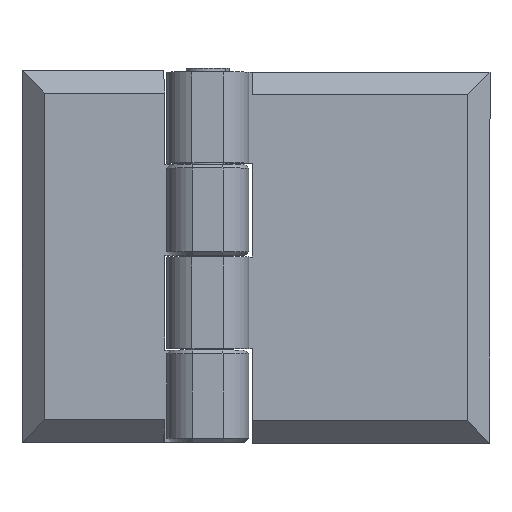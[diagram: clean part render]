
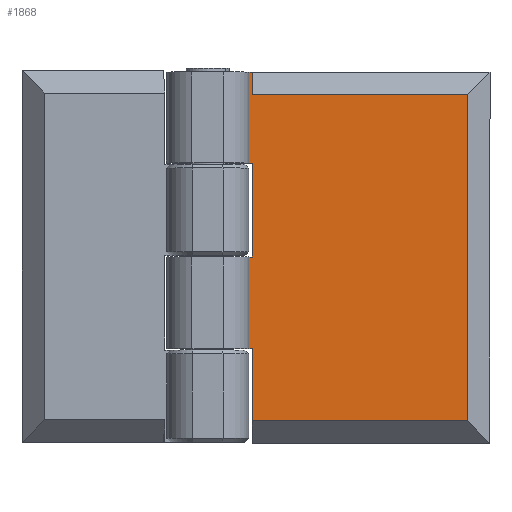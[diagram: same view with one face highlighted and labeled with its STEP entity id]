
A CAD part, top view. The second image highlights one B-rep face of the part: STEP entity #1868.
In plain terms, the highlighted planar face has unit normal (0, 0, 1).
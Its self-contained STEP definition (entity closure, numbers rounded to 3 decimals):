
#142 = ORIENTED_EDGE ( 'NONE', *, *, #6380, .T. ) ;
#556 = DIRECTION ( 'NONE',  ( 0., 1., 0. ) ) ;
#637 = ORIENTED_EDGE ( 'NONE', *, *, #3869, .F. ) ;
#806 = VERTEX_POINT ( 'NONE', #9797 ) ;
#937 = LINE ( 'NONE', #6480, #9935 ) ;
#1044 = DIRECTION ( 'NONE',  ( 1., 0., 0. ) ) ;
#1112 = VECTOR ( 'NONE', #2769, 1000. ) ;
#1300 = CARTESIAN_POINT ( 'NONE',  ( 165.35, -0.075, 6.05 ) ) ;
#1362 = LINE ( 'NONE', #4524, #11047 ) ;
#1458 = CARTESIAN_POINT ( 'NONE',  ( 165.8, -0.075, 6.05 ) ) ;
#1549 = CARTESIAN_POINT ( 'NONE',  ( 165.8, -0.075, 6.05 ) ) ;
#1707 = CARTESIAN_POINT ( 'NONE',  ( 165.8, 24.925, 6.05 ) ) ;
#1748 = CARTESIAN_POINT ( 'NONE',  ( 197.8, 21.784, 6.05 ) ) ;
#1764 = CARTESIAN_POINT ( 'NONE',  ( 194.8, 21.784, 6.05 ) ) ;
#1868 = ADVANCED_FACE ( 'NONE', ( #13738 ), #6154, .F. ) ;
#2029 = VERTEX_POINT ( 'NONE', #6497 ) ;
#2099 = VERTEX_POINT ( 'NONE', #1300 ) ;
#2298 = DIRECTION ( 'NONE',  ( 1., 0., 0. ) ) ;
#2392 = LINE ( 'NONE', #5686, #7437 ) ;
#2427 = VERTEX_POINT ( 'NONE', #6616 ) ;
#2686 = ORIENTED_EDGE ( 'NONE', *, *, #11013, .T. ) ;
#2769 = DIRECTION ( 'NONE',  ( 0., -1., 0. ) ) ;
#2912 = VERTEX_POINT ( 'NONE', #4046 ) ;
#2923 = LINE ( 'NONE', #13390, #6835 ) ;
#2946 = LINE ( 'NONE', #4000, #13066 ) ;
#2965 = ORIENTED_EDGE ( 'NONE', *, *, #5914, .T. ) ;
#3431 = VECTOR ( 'NONE', #11372, 1000. ) ;
#3721 = VECTOR ( 'NONE', #11473, 1000. ) ;
#3725 = EDGE_LOOP ( 'NONE', ( #10108, #5704, #13483, #9015, #5991, #2686, #4985, #637, #2965, #10061, #5482, #142 ) ) ;
#3869 = EDGE_CURVE ( 'NONE', #11243, #2099, #2392, .T. ) ;
#4000 = CARTESIAN_POINT ( 'NONE',  ( 165.8, 12.575, 6.05 ) ) ;
#4046 = CARTESIAN_POINT ( 'NONE',  ( 165.35, 12.575, 6.05 ) ) ;
#4154 = EDGE_CURVE ( 'NONE', #7562, #13093, #11289, .T. ) ;
#4194 = DIRECTION ( 'NONE',  ( 0., -1., 0. ) ) ;
#4292 = EDGE_CURVE ( 'NONE', #2099, #8152, #7997, .T. ) ;
#4524 = CARTESIAN_POINT ( 'NONE',  ( 165.8, 24.825, 6.05 ) ) ;
#4597 = DIRECTION ( 'NONE',  ( 0., -1., 0. ) ) ;
#4710 = AXIS2_PLACEMENT_3D ( 'NONE', #7274, #8261, #4194 ) ;
#4722 = LINE ( 'NONE', #1748, #3431 ) ;
#4985 = ORIENTED_EDGE ( 'NONE', *, *, #4292, .F. ) ;
#5482 = ORIENTED_EDGE ( 'NONE', *, *, #4154, .T. ) ;
#5593 = VERTEX_POINT ( 'NONE', #8624 ) ;
#5686 = CARTESIAN_POINT ( 'NONE',  ( 165.35, -12.425, 6.05 ) ) ;
#5704 = ORIENTED_EDGE ( 'NONE', *, *, #13382, .T. ) ;
#5828 = LINE ( 'NONE', #12429, #8967 ) ;
#5914 = EDGE_CURVE ( 'NONE', #11243, #5593, #2923, .T. ) ;
#5961 = CARTESIAN_POINT ( 'NONE',  ( 197.8, -22.134, 6.05 ) ) ;
#5991 = ORIENTED_EDGE ( 'NONE', *, *, #8408, .T. ) ;
#6154 = PLANE ( 'NONE',  #4710 ) ;
#6380 = EDGE_CURVE ( 'NONE', #13093, #7582, #7399, .T. ) ;
#6480 = CARTESIAN_POINT ( 'NONE',  ( 165.8, 24.925, 6.05 ) ) ;
#6497 = CARTESIAN_POINT ( 'NONE',  ( 165.8, 12.575, 6.05 ) ) ;
#6616 = CARTESIAN_POINT ( 'NONE',  ( 165.8, 24.825, 6.05 ) ) ;
#6835 = VECTOR ( 'NONE', #9110, 1000. ) ;
#7050 = LINE ( 'NONE', #1707, #1112 ) ;
#7082 = DIRECTION ( 'NONE',  ( 1., 0., 0. ) ) ;
#7274 = CARTESIAN_POINT ( 'NONE',  ( 197.8, -25.275, 6.05 ) ) ;
#7399 = LINE ( 'NONE', #10631, #3721 ) ;
#7437 = VECTOR ( 'NONE', #8009, 1000. ) ;
#7562 = VERTEX_POINT ( 'NONE', #11388 ) ;
#7582 = VERTEX_POINT ( 'NONE', #1764 ) ;
#7715 = CARTESIAN_POINT ( 'NONE',  ( 165.35, 24.825, 6.05 ) ) ;
#7997 = LINE ( 'NONE', #1458, #9454 ) ;
#8009 = DIRECTION ( 'NONE',  ( 0., 1., 0. ) ) ;
#8077 = CARTESIAN_POINT ( 'NONE',  ( 165.35, -12.425, 6.05 ) ) ;
#8146 = DIRECTION ( 'NONE',  ( 0., 1., 0. ) ) ;
#8152 = VERTEX_POINT ( 'NONE', #1549 ) ;
#8174 = EDGE_CURVE ( 'NONE', #7582, #806, #4722, .T. ) ;
#8261 = DIRECTION ( 'NONE',  ( 0., 0., -1. ) ) ;
#8366 = VECTOR ( 'NONE', #556, 1000. ) ;
#8408 = EDGE_CURVE ( 'NONE', #2912, #2029, #2946, .T. ) ;
#8624 = CARTESIAN_POINT ( 'NONE',  ( 165.8, -12.425, 6.05 ) ) ;
#8698 = EDGE_CURVE ( 'NONE', #2912, #11447, #13334, .T. ) ;
#8967 = VECTOR ( 'NONE', #8146, 1000. ) ;
#9015 = ORIENTED_EDGE ( 'NONE', *, *, #8698, .F. ) ;
#9110 = DIRECTION ( 'NONE',  ( 1., 0., 0. ) ) ;
#9454 = VECTOR ( 'NONE', #2298, 1000. ) ;
#9797 = CARTESIAN_POINT ( 'NONE',  ( 165.8, 21.784, 6.05 ) ) ;
#9935 = VECTOR ( 'NONE', #4597, 1000. ) ;
#10061 = ORIENTED_EDGE ( 'NONE', *, *, #12678, .T. ) ;
#10108 = ORIENTED_EDGE ( 'NONE', *, *, #8174, .T. ) ;
#10631 = CARTESIAN_POINT ( 'NONE',  ( 194.8, -25.275, 6.05 ) ) ;
#11013 = EDGE_CURVE ( 'NONE', #2029, #8152, #7050, .T. ) ;
#11047 = VECTOR ( 'NONE', #11963, 1000. ) ;
#11224 = CARTESIAN_POINT ( 'NONE',  ( 165.35, 12.575, 6.05 ) ) ;
#11243 = VERTEX_POINT ( 'NONE', #8077 ) ;
#11289 = LINE ( 'NONE', #5961, #13267 ) ;
#11372 = DIRECTION ( 'NONE',  ( -1., 0., 0. ) ) ;
#11388 = CARTESIAN_POINT ( 'NONE',  ( 165.8, -22.134, 6.05 ) ) ;
#11447 = VERTEX_POINT ( 'NONE', #7715 ) ;
#11473 = DIRECTION ( 'NONE',  ( 0., 1., 0. ) ) ;
#11963 = DIRECTION ( 'NONE',  ( 1., 0., 0. ) ) ;
#12429 = CARTESIAN_POINT ( 'NONE',  ( 165.8, 12.575, 6.05 ) ) ;
#12678 = EDGE_CURVE ( 'NONE', #5593, #7562, #937, .T. ) ;
#12806 = EDGE_CURVE ( 'NONE', #11447, #2427, #1362, .T. ) ;
#13066 = VECTOR ( 'NONE', #1044, 1000. ) ;
#13093 = VERTEX_POINT ( 'NONE', #13633 ) ;
#13267 = VECTOR ( 'NONE', #7082, 1000. ) ;
#13334 = LINE ( 'NONE', #11224, #8366 ) ;
#13382 = EDGE_CURVE ( 'NONE', #806, #2427, #5828, .T. ) ;
#13390 = CARTESIAN_POINT ( 'NONE',  ( 165.8, -12.425, 6.05 ) ) ;
#13483 = ORIENTED_EDGE ( 'NONE', *, *, #12806, .F. ) ;
#13633 = CARTESIAN_POINT ( 'NONE',  ( 194.8, -22.134, 6.05 ) ) ;
#13738 = FACE_OUTER_BOUND ( 'NONE', #3725, .T. ) ;
